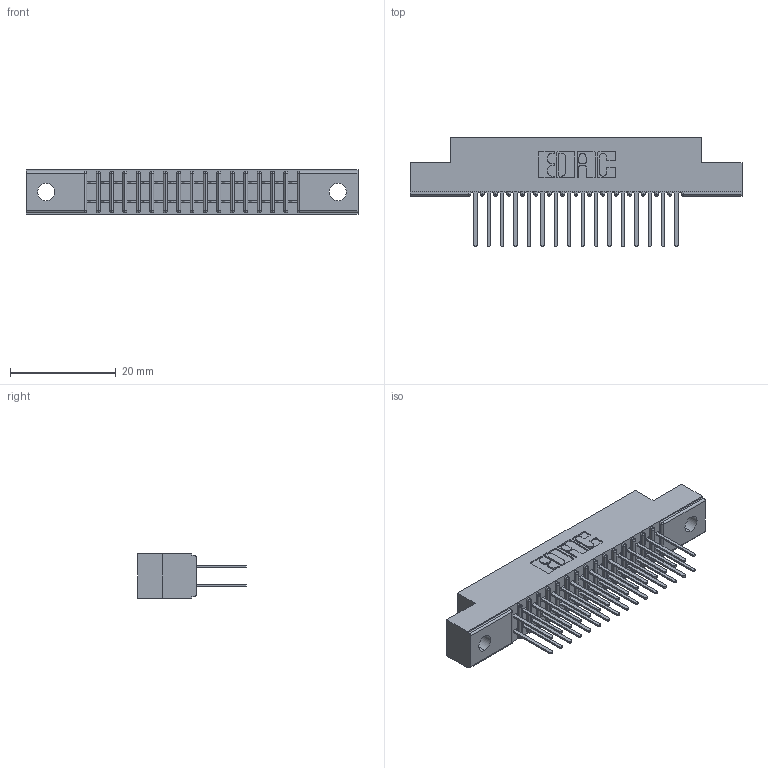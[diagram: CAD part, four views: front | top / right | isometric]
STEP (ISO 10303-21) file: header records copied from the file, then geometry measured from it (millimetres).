
FILE_DESCRIPTION (( 'STEP AP203' ), '1' );
FILE_NAME ('391-032-522-202.STEP', '2018-08-08T22:10:02', ( '' ), ( '' ), 'SwSTEP 2.0', 'SolidWorks 2016', '' );
FILE_SCHEMA (( 'CONFIG_CONTROL_DESIGN' ));
Length unit declared in the file: inch
Products named in the file (3): 341 Part_.128 (3.25) Dia Mounting Holes; 341-292-001_341-292-122; 391-032-522-202
Assembly tree (33 placements, depth 2):
  391-032-522-202
    341 Part_.128 (3.25) Dia Mounting Holes
    341-292-001_341-292-122  x32
Bounding box: 62.87 x 20.62 x 8.38 mm (x, y, z)
Volume: 3599.1 mm3; surface area: 7161.2 mm2
Topology: 33 solids, 33 shells, 2228 faces, 6444 edges, 4174 vertices
Faces by surface type: plane 1348, cylinder 816, sphere 34, torus 30
Entity records: 22829 total; most frequent: CARTESIAN_POINT 3796, ORIENTED_EDGE 3768, DIRECTION 3702, EDGE_CURVE 1884, VECTOR 1494, LINE 1494, VERTEX_POINT 1198, AXIS2_PLACEMENT_3D 1104
